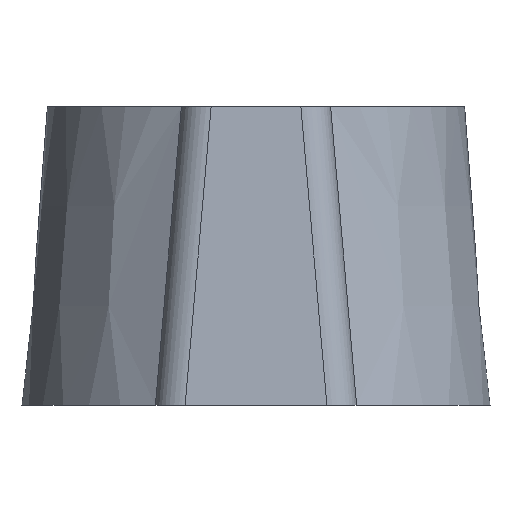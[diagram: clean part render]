
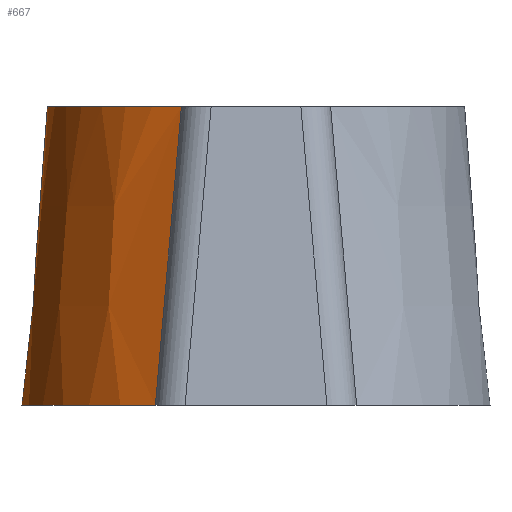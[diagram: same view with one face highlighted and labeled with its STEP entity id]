
A CAD part, front view. The second image highlights one B-rep face of the part: STEP entity #667.
In plain terms, the highlighted conical face has half-angle 5 degrees and reference radius 14 mm.
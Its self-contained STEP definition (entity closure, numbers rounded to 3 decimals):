
#39=CONICAL_SURFACE('',#717,14.,0.087);
#43=CIRCLE('',#693,14.875);
#55=CIRCLE('',#718,14.);
#56=CIRCLE('',#719,15.75);
#57=CIRCLE('',#720,14.);
#81=FACE_OUTER_BOUND('',#115,.T.);
#115=EDGE_LOOP('',(#503,#504,#505,#506,#507,#508,#509,#510));
#215=(
BOUNDED_CURVE()
B_SPLINE_CURVE(2,(#947,#948,#949),.UNSPECIFIED.,.F.,.F.)
B_SPLINE_CURVE_WITH_KNOTS((3,3),(0.,1.012),.UNSPECIFIED.)
CURVE()
GEOMETRIC_REPRESENTATION_ITEM()
RATIONAL_B_SPLINE_CURVE((1.,1.,1.))
REPRESENTATION_ITEM('')
);
#232=(
BOUNDED_CURVE()
B_SPLINE_CURVE(2,(#1062,#1063,#1064),.UNSPECIFIED.,.F.,.F.)
B_SPLINE_CURVE_WITH_KNOTS((3,3),(0.,1.012),.UNSPECIFIED.)
CURVE()
GEOMETRIC_REPRESENTATION_ITEM()
RATIONAL_B_SPLINE_CURVE((1.,1.,1.))
REPRESENTATION_ITEM('')
);
#239=(
BOUNDED_CURVE()
B_SPLINE_CURVE(2,(#1102,#1103,#1104),.UNSPECIFIED.,.F.,.F.)
B_SPLINE_CURVE_WITH_KNOTS((3,3),(-2.202,-0.192),
 .UNSPECIFIED.)
CURVE()
GEOMETRIC_REPRESENTATION_ITEM()
RATIONAL_B_SPLINE_CURVE((1.,1.,1.))
REPRESENTATION_ITEM('')
);
#240=(
BOUNDED_CURVE()
B_SPLINE_CURVE(2,(#1108,#1109,#1110),.UNSPECIFIED.,.F.,.F.)
B_SPLINE_CURVE_WITH_KNOTS((3,3),(-2.202,-0.192),
 .UNSPECIFIED.)
CURVE()
GEOMETRIC_REPRESENTATION_ITEM()
RATIONAL_B_SPLINE_CURVE((1.,1.,1.))
REPRESENTATION_ITEM('')
);
#247=VERTEX_POINT('',#945);
#248=VERTEX_POINT('',#946);
#252=VERTEX_POINT('',#962);
#280=VERTEX_POINT('',#1061);
#287=VERTEX_POINT('',#1099);
#288=VERTEX_POINT('',#1101);
#289=VERTEX_POINT('',#1105);
#290=VERTEX_POINT('',#1107);
#319=EDGE_CURVE('',#247,#248,#215,.T.);
#324=EDGE_CURVE('',#252,#247,#43,.T.);
#359=EDGE_CURVE('',#280,#252,#232,.T.);
#371=EDGE_CURVE('',#287,#248,#55,.T.);
#372=EDGE_CURVE('',#287,#288,#239,.T.);
#373=EDGE_CURVE('',#288,#289,#56,.T.);
#374=EDGE_CURVE('',#290,#289,#240,.T.);
#375=EDGE_CURVE('',#280,#290,#57,.T.);
#503=ORIENTED_EDGE('',*,*,#359,.T.);
#504=ORIENTED_EDGE('',*,*,#324,.T.);
#505=ORIENTED_EDGE('',*,*,#319,.T.);
#506=ORIENTED_EDGE('',*,*,#371,.F.);
#507=ORIENTED_EDGE('',*,*,#372,.T.);
#508=ORIENTED_EDGE('',*,*,#373,.T.);
#509=ORIENTED_EDGE('',*,*,#374,.F.);
#510=ORIENTED_EDGE('',*,*,#375,.F.);
#667=ADVANCED_FACE('',(#81),#39,.T.);
#693=AXIS2_PLACEMENT_3D('',#963,#771,#772);
#717=AXIS2_PLACEMENT_3D('',#1098,#833,#834);
#718=AXIS2_PLACEMENT_3D('',#1100,#835,#836);
#719=AXIS2_PLACEMENT_3D('',#1106,#837,#838);
#720=AXIS2_PLACEMENT_3D('',#1111,#839,#840);
#771=DIRECTION('center_axis',(0.,0.,-1.));
#772=DIRECTION('ref_axis',(1.,0.,0.));
#833=DIRECTION('center_axis',(0.,0.,-1.));
#834=DIRECTION('ref_axis',(-1.,0.,0.));
#835=DIRECTION('center_axis',(0.,0.,1.));
#836=DIRECTION('ref_axis',(1.,0.,0.));
#837=DIRECTION('center_axis',(0.,0.,1.));
#838=DIRECTION('ref_axis',(1.,0.,0.));
#839=DIRECTION('center_axis',(0.,0.,1.));
#840=DIRECTION('ref_axis',(1.,0.,0.));
#945=CARTESIAN_POINT('',(144.15,43.966,-10.));
#946=CARTESIAN_POINT('',(145.658,44.223,0.));
#947=CARTESIAN_POINT('Ctrl Pts',(144.15,43.966,-10.));
#948=CARTESIAN_POINT('Ctrl Pts',(144.913,44.113,-4.768));
#949=CARTESIAN_POINT('Ctrl Pts',(145.658,44.223,0.));
#962=CARTESIAN_POINT('',(140.277,35.739,-10.));
#963=CARTESIAN_POINT('Origin',(155.027,33.82,-10.));
#1061=CARTESIAN_POINT('',(141.04,34.413,0.));
#1062=CARTESIAN_POINT('Ctrl Pts',(141.04,34.413,0.));
#1063=CARTESIAN_POINT('Ctrl Pts',(140.65,35.058,-4.768));
#1064=CARTESIAN_POINT('Ctrl Pts',(140.277,35.739,-10.));
#1098=CARTESIAN_POINT('Origin',(155.027,33.82,0.));
#1099=CARTESIAN_POINT('',(150.027,46.897,0.));
#1100=CARTESIAN_POINT('Origin',(155.027,33.82,0.));
#1101=CARTESIAN_POINT('',(148.277,48.05,-20.));
#1102=CARTESIAN_POINT('Ctrl Pts',(150.027,46.897,0.));
#1103=CARTESIAN_POINT('Ctrl Pts',(149.189,47.474,-9.578));
#1104=CARTESIAN_POINT('Ctrl Pts',(148.277,48.05,-20.));
#1105=CARTESIAN_POINT('',(148.277,19.59,-20.));
#1106=CARTESIAN_POINT('Origin',(155.027,33.82,-20.));
#1107=CARTESIAN_POINT('',(150.027,20.743,0.));
#1108=CARTESIAN_POINT('Ctrl Pts',(150.027,20.743,0.));
#1109=CARTESIAN_POINT('Ctrl Pts',(149.189,20.167,-9.578));
#1110=CARTESIAN_POINT('Ctrl Pts',(148.277,19.59,-20.));
#1111=CARTESIAN_POINT('Origin',(155.027,33.82,0.));
